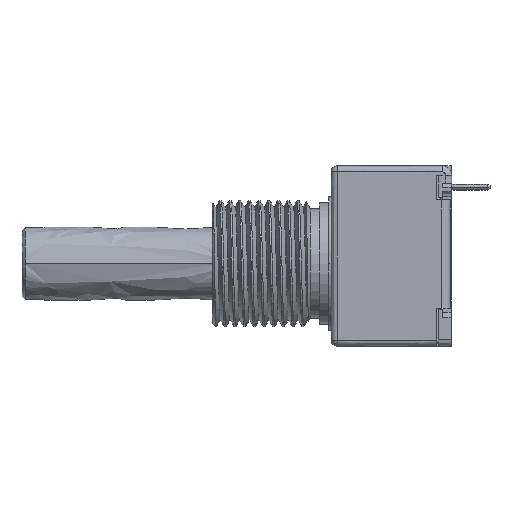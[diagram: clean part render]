
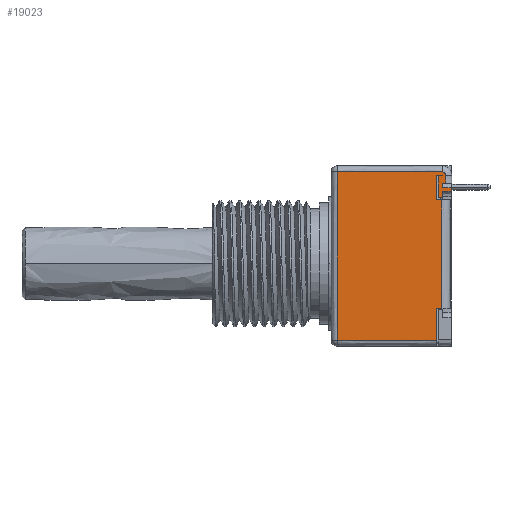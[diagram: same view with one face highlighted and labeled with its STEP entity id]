
A CAD part, left-side view. The second image highlights one B-rep face of the part: STEP entity #19023.
In plain terms, the highlighted free-form (B-spline) face has degree [1, 1] with [2, 2] control points.
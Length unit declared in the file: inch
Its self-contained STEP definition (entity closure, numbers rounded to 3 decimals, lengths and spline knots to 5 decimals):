
#939=DIRECTION('',(0.,0.,1.));
#940=VECTOR('',#939,0.012);
#941=CARTESIAN_POINT('',(-0.2805,-0.006,0.233));
#942=LINE('',#941,#940);
#5694=DIRECTION('',(0.,1.,0.));
#5695=VECTOR('',#5694,0.01031);
#5696=CARTESIAN_POINT('',(-0.2805,0.01169,0.2585));
#5697=LINE('',#5696,#5695);
#5701=DIRECTION('',(0.,0.,1.));
#5702=VECTOR('',#5701,0.0135);
#5703=CARTESIAN_POINT('',(-0.2805,0.022,0.245));
#5704=LINE('',#5703,#5702);
#5708=DIRECTION('',(0.,1.,0.));
#5709=VECTOR('',#5708,0.028);
#5710=CARTESIAN_POINT('',(-0.2805,-0.006,0.245));
#5711=LINE('',#5710,#5709);
#5715=DIRECTION('',(0.,1.,0.));
#5716=VECTOR('',#5715,0.028);
#5717=CARTESIAN_POINT('',(-0.2805,-0.006,0.233));
#5718=LINE('',#5717,#5716);
#5722=DIRECTION('',(0.,0.,1.));
#5723=VECTOR('',#5722,0.02);
#5724=CARTESIAN_POINT('',(-0.2805,0.022,0.213));
#5725=LINE('',#5724,#5723);
#5729=DIRECTION('',(0.,-1.,0.));
#5730=VECTOR('',#5729,0.014);
#5731=CARTESIAN_POINT('',(-0.2805,0.036,0.213));
#5732=LINE('',#5731,#5730);
#5736=DIRECTION('',(0.,0.,1.));
#5737=VECTOR('',#5736,0.07);
#5738=CARTESIAN_POINT('',(-0.2805,0.036,0.213));
#5739=LINE('',#5738,#5737);
#5743=DIRECTION('',(0.,-1.,0.));
#5744=VECTOR('',#5743,0.014);
#5745=CARTESIAN_POINT('',(-0.2805,0.036,0.283));
#5746=LINE('',#5745,#5744);
#5750=DIRECTION('',(0.,0.,1.));
#5751=VECTOR('',#5750,0.001);
#5752=CARTESIAN_POINT('',(-0.2805,0.022,0.283));
#5753=LINE('',#5752,#5751);
#5757=CARTESIAN_POINT('',(-0.2805,0.023,0.284));
#5758=DIRECTION('',(-1.,0.,0.));
#5759=DIRECTION('',(0.,-1.,0.));
#5760=AXIS2_PLACEMENT_3D('',#5757,#5758,#5759);
#5765=DIRECTION('',(0.,1.,0.));
#5766=VECTOR('',#5765,0.019);
#5767=CARTESIAN_POINT('',(-0.2805,0.023,0.285));
#5768=LINE('',#5767,#5766);
#5772=DIRECTION('',(0.,0.,1.));
#5773=VECTOR('',#5772,0.08);
#5774=CARTESIAN_POINT('',(-0.2805,0.042,0.205));
#5775=LINE('',#5774,#5773);
#5779=DIRECTION('',(0.,0.,1.));
#5780=VECTOR('',#5779,0.10131);
#5781=CARTESIAN_POINT('',(-0.2805,0.042,-0.24631));
#5782=LINE('',#5781,#5780);
#5786=CARTESIAN_POINT('',(-0.2805,0.023,0.284));
#5787=DIRECTION('',(1.,0.,0.));
#5788=DIRECTION('',(0.,0.,1.));
#5789=AXIS2_PLACEMENT_3D('',#5786,#5787,#5788);
#5794=DIRECTION('',(0.,0.,-1.));
#5795=VECTOR('',#5794,0.0255);
#5796=CARTESIAN_POINT('',(-0.2805,0.01169,0.284));
#5797=LINE('',#5796,#5795);
#5874=DIRECTION('',(0.,-1.,0.));
#5875=VECTOR('',#5874,0.017);
#5876=CARTESIAN_POINT('',(-0.2805,0.042,-0.145));
#5877=LINE('',#5876,#5875);
#5949=DIRECTION('',(0.,-1.,0.));
#5950=VECTOR('',#5949,0.017);
#5951=CARTESIAN_POINT('',(-0.2805,0.042,0.205));
#5952=LINE('',#5951,#5950);
#6013=DIRECTION('',(0.,0.,1.));
#6014=VECTOR('',#6013,0.35);
#6015=CARTESIAN_POINT('',(-0.2805,0.025,-0.145));
#6016=LINE('',#6015,#6014);
#6582=DIRECTION('',(0.,1.,0.));
#6583=VECTOR('',#6582,0.33831);
#6584=CARTESIAN_POINT('',(-0.2805,0.023,0.29531));
#6585=LINE('',#6584,#6583);
#6628=DIRECTION('',(0.,0.,1.));
#6629=VECTOR('',#6628,0.54163);
#6630=CARTESIAN_POINT('',(-0.2805,0.36131,-0.24631));
#6631=LINE('',#6630,#6629);
#6704=DIRECTION('',(0.,-1.,0.));
#6705=VECTOR('',#6704,0.31931);
#6706=CARTESIAN_POINT('',(-0.2805,0.36131,-0.24631));
#6707=LINE('',#6706,#6705);
#11636=CARTESIAN_POINT('',(-0.2805,0.36131,-0.24631));
#11637=CARTESIAN_POINT('',(-0.2805,0.36131,0.29531));
#11638=VERTEX_POINT('',#11636);
#11639=VERTEX_POINT('',#11637);
#11686=CARTESIAN_POINT('',(-0.2805,0.042,-0.24631));
#11688=VERTEX_POINT('',#11686);
#11738=CARTESIAN_POINT('',(-0.2805,0.025,-0.145));
#11740=VERTEX_POINT('',#11738);
#11744=CARTESIAN_POINT('',(-0.2805,0.025,0.205));
#11746=VERTEX_POINT('',#11744);
#11754=CARTESIAN_POINT('',(-0.2805,0.042,-0.145));
#11755=VERTEX_POINT('',#11754);
#11758=CARTESIAN_POINT('',(-0.2805,0.042,0.205));
#11759=VERTEX_POINT('',#11758);
#11818=CARTESIAN_POINT('',(-0.2805,0.022,0.284));
#11819=CARTESIAN_POINT('',(-0.2805,0.023,0.285));
#11820=VERTEX_POINT('',#11818);
#11821=VERTEX_POINT('',#11819);
#11832=CARTESIAN_POINT('',(-0.2805,0.01169,0.2585));
#11833=VERTEX_POINT('',#11832);
#11834=CARTESIAN_POINT('',(-0.2805,0.023,0.29531));
#11835=VERTEX_POINT('',#11834);
#11836=CARTESIAN_POINT('',(-0.2805,0.01169,0.284));
#11837=VERTEX_POINT('',#11836);
#11898=CARTESIAN_POINT('',(-0.2805,0.042,0.285));
#11899=VERTEX_POINT('',#11898);
#12496=CARTESIAN_POINT('',(-0.2805,-0.006,0.233));
#12497=CARTESIAN_POINT('',(-0.2805,0.022,0.233));
#12498=VERTEX_POINT('',#12496);
#12499=VERTEX_POINT('',#12497);
#12516=CARTESIAN_POINT('',(-0.2805,-0.006,0.245));
#12517=VERTEX_POINT('',#12516);
#12528=CARTESIAN_POINT('',(-0.2805,0.022,0.245));
#12529=VERTEX_POINT('',#12528);
#12552=CARTESIAN_POINT('',(-0.2805,0.036,0.213));
#12553=CARTESIAN_POINT('',(-0.2805,0.036,0.283));
#12554=VERTEX_POINT('',#12552);
#12555=VERTEX_POINT('',#12553);
#12562=CARTESIAN_POINT('',(-0.2805,0.022,0.213));
#12563=VERTEX_POINT('',#12562);
#13332=CARTESIAN_POINT('',(-0.2805,0.022,0.2585));
#13334=VERTEX_POINT('',#13332);
#13340=CARTESIAN_POINT('',(-0.2805,0.022,0.283));
#13342=VERTEX_POINT('',#13340);
#18979=CARTESIAN_POINT('',(-0.2805,-0.01335,-0.25715));
#18980=CARTESIAN_POINT('',(-0.2805,0.36866,-0.25715));
#18981=CARTESIAN_POINT('',(-0.2805,-0.01335,0.30615));
#18982=CARTESIAN_POINT('',(-0.2805,0.36866,0.30615));
#18983=B_SPLINE_SURFACE_WITH_KNOTS('',1,1,((#18979,#18980),(#18981,#18982)),
.UNSPECIFIED.,.F.,.F.,.F.,(2,2),(2,2),(0.00885,0.57215),(
-0.01335,0.36866),.UNSPECIFIED.);
#18985=ORIENTED_EDGE('',*,*,#18984,.T.);
#18986=ORIENTED_EDGE('',*,*,#17664,.F.);
#18988=ORIENTED_EDGE('',*,*,#18987,.F.);
#18989=ORIENTED_EDGE('',*,*,#13621,.F.);
#18991=ORIENTED_EDGE('',*,*,#18990,.T.);
#18992=ORIENTED_EDGE('',*,*,#17582,.F.);
#18994=ORIENTED_EDGE('',*,*,#18993,.F.);
#18995=ORIENTED_EDGE('',*,*,#17854,.T.);
#18996=ORIENTED_EDGE('',*,*,#18288,.T.);
#18998=ORIENTED_EDGE('',*,*,#18997,.T.);
#19000=ORIENTED_EDGE('',*,*,#18999,.T.);
#19002=ORIENTED_EDGE('',*,*,#19001,.T.);
#19003=ORIENTED_EDGE('',*,*,#18131,.F.);
#19005=ORIENTED_EDGE('',*,*,#19004,.T.);
#19007=ORIENTED_EDGE('',*,*,#19006,.F.);
#19009=ORIENTED_EDGE('',*,*,#19008,.F.);
#19010=ORIENTED_EDGE('',*,*,#18155,.F.);
#19012=ORIENTED_EDGE('',*,*,#19011,.F.);
#19014=ORIENTED_EDGE('',*,*,#19013,.T.);
#19016=ORIENTED_EDGE('',*,*,#19015,.F.);
#19018=ORIENTED_EDGE('',*,*,#19017,.T.);
#19020=ORIENTED_EDGE('',*,*,#19019,.T.);
#19021=EDGE_LOOP('',(#18985,#18986,#18988,#18989,#18991,#18992,#18994,#18995,
#18996,#18998,#19000,#19002,#19003,#19005,#19007,#19009,#19010,#19012,#19014,
#19016,#19018,#19020));
#19022=FACE_OUTER_BOUND('',#19021,.F.);
#19023=ADVANCED_FACE('',(#19022),#18983,.T.);
#5761=CIRCLE('',#5760,0.001);
#5790=CIRCLE('',#5789,0.01131);
#13621=EDGE_CURVE('',#12498,#12517,#942,.T.);
#17582=EDGE_CURVE('',#12563,#12499,#5725,.T.);
#17664=EDGE_CURVE('',#12529,#13334,#5704,.T.);
#17854=EDGE_CURVE('',#12554,#12555,#5739,.T.);
#18131=EDGE_CURVE('',#11759,#11899,#5775,.T.);
#18155=EDGE_CURVE('',#11688,#11755,#5782,.T.);
#18288=EDGE_CURVE('',#12555,#13342,#5746,.T.);
#18984=EDGE_CURVE('',#11833,#13334,#5697,.T.);
#18987=EDGE_CURVE('',#12517,#12529,#5711,.T.);
#18990=EDGE_CURVE('',#12498,#12499,#5718,.T.);
#18993=EDGE_CURVE('',#12554,#12563,#5732,.T.);
#18997=EDGE_CURVE('',#13342,#11820,#5753,.T.);
#18999=EDGE_CURVE('',#11820,#11821,#5761,.T.);
#19001=EDGE_CURVE('',#11821,#11899,#5768,.T.);
#19004=EDGE_CURVE('',#11759,#11746,#5952,.T.);
#19006=EDGE_CURVE('',#11740,#11746,#6016,.T.);
#19008=EDGE_CURVE('',#11755,#11740,#5877,.T.);
#19011=EDGE_CURVE('',#11638,#11688,#6707,.T.);
#19013=EDGE_CURVE('',#11638,#11639,#6631,.T.);
#19015=EDGE_CURVE('',#11835,#11639,#6585,.T.);
#19017=EDGE_CURVE('',#11835,#11837,#5790,.T.);
#19019=EDGE_CURVE('',#11837,#11833,#5797,.T.);
